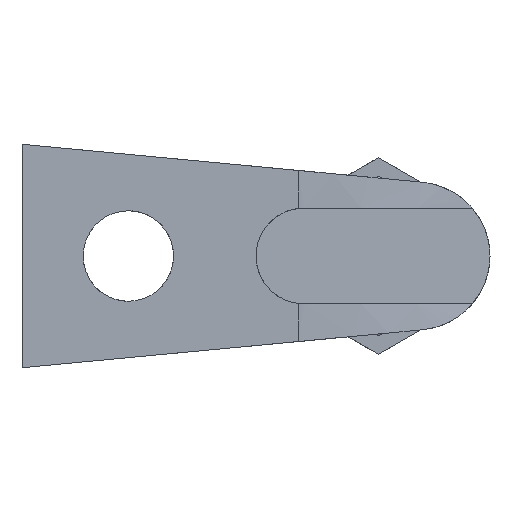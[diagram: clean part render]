
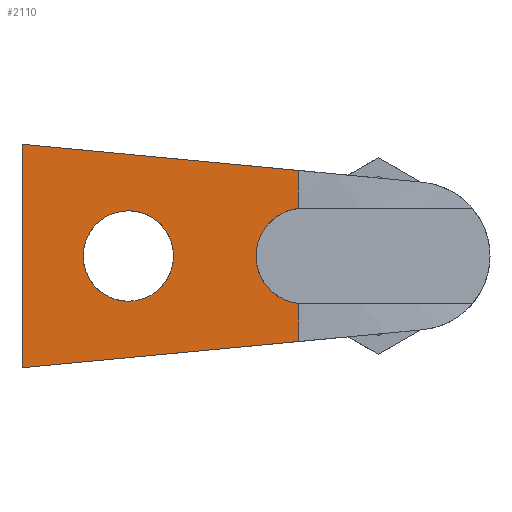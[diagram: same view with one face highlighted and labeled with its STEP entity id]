
A CAD part, front view. The second image highlights one B-rep face of the part: STEP entity #2110.
In plain terms, the highlighted planar face has unit normal (0.029, -1, 0).
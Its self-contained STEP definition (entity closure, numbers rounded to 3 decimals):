
#52 =( BOUNDED_CURVE ( )  B_SPLINE_CURVE ( 3, ( #163, #196, #1380, #3047 ),
 .UNSPECIFIED., .F., .F. ) 
 B_SPLINE_CURVE_WITH_KNOTS ( ( 4, 4 ),
 ( 4.712, 7.854 ),
 .UNSPECIFIED. ) 
 CURVE ( )  GEOMETRIC_REPRESENTATION_ITEM ( )  RATIONAL_B_SPLINE_CURVE ( ( 1., 0.333, 0.333, 1. ) ) 
 REPRESENTATION_ITEM ( '' )  );
#70 = ORIENTED_EDGE ( 'NONE', *, *, #453, .T. ) ;
#115 = EDGE_CURVE ( 'NONE', #2851, #1527, #523, .T. ) ;
#160 = CARTESIAN_POINT ( 'NONE',  ( 1.08, 0.288, -4.25 ) ) ;
#163 = CARTESIAN_POINT ( 'NONE',  ( 1.08, 0.288, -4.25 ) ) ;
#174 = ORIENTED_EDGE ( 'NONE', *, *, #261, .T. ) ;
#175 = DIRECTION ( 'NONE',  ( 0.029, -1., 0. ) ) ;
#196 = CARTESIAN_POINT ( 'NONE',  ( 9.58, 0.534, -4.25 ) ) ;
#216 = EDGE_CURVE ( 'NONE', #513, #1849, #52, .T. ) ;
#261 = EDGE_CURVE ( 'NONE', #1415, #703, #630, .T. ) ;
#323 = VECTOR ( 'NONE', #2464, 1000. ) ;
#349 = CARTESIAN_POINT ( 'NONE',  ( 9.807, 0.54, 3.659 ) ) ;
#394 = EDGE_LOOP ( 'NONE', ( #1328, #654 ) ) ;
#428 = VECTOR ( 'NONE', #1472, 1000. ) ;
#453 = EDGE_CURVE ( 'NONE', #703, #2861, #1780, .T. ) ;
#513 = VERTEX_POINT ( 'NONE', #2701 ) ;
#523 = LINE ( 'NONE', #2876, #323 ) ;
#530 = VECTOR ( 'NONE', #2920, 1000. ) ;
#611 = EDGE_CURVE ( 'NONE', #1849, #513, #1522, .T. ) ;
#630 = LINE ( 'NONE', #2805, #2182 ) ;
#648 = DIRECTION ( 'NONE',  ( 0., 0., 1. ) ) ;
#654 = ORIENTED_EDGE ( 'NONE', *, *, #611, .F. ) ;
#657 = DIRECTION ( 'NONE',  ( -1., -0.029, 0. ) ) ;
#703 = VERTEX_POINT ( 'NONE', #1095 ) ;
#856 = CARTESIAN_POINT ( 'NONE',  ( 1.08, 0.288, 4.25 ) ) ;
#868 = EDGE_CURVE ( 'NONE', #1527, #1207, #1676, .T. ) ;
#922 = LINE ( 'NONE', #1453, #2822 ) ;
#957 = CARTESIAN_POINT ( 'NONE',  ( -8.92, 0., -10.5 ) ) ;
#976 = EDGE_LOOP ( 'NONE', ( #1218, #1921, #174, #70, #1867, #1057 ) ) ;
#1057 = ORIENTED_EDGE ( 'NONE', *, *, #115, .T. ) ;
#1069 = CARTESIAN_POINT ( 'NONE',  ( 17.08, 0.75, -4.472 ) ) ;
#1074 = FACE_BOUND ( 'NONE', #394, .T. ) ;
#1095 = CARTESIAN_POINT ( 'NONE',  ( 17.08, 0.75, 8.041 ) ) ;
#1207 = VERTEX_POINT ( 'NONE', #1069 ) ;
#1218 = ORIENTED_EDGE ( 'NONE', *, *, #868, .T. ) ;
#1252 = CARTESIAN_POINT ( 'NONE',  ( -8.92, 0., 10.5 ) ) ;
#1260 = CARTESIAN_POINT ( 'NONE',  ( 9.807, 0.54, -3.659 ) ) ;
#1328 = ORIENTED_EDGE ( 'NONE', *, *, #216, .F. ) ;
#1376 = CARTESIAN_POINT ( 'NONE',  ( -7.42, 0.043, 4.25 ) ) ;
#1380 = CARTESIAN_POINT ( 'NONE',  ( 9.58, 0.534, 4.25 ) ) ;
#1415 = VERTEX_POINT ( 'NONE', #2539 ) ;
#1453 = CARTESIAN_POINT ( 'NONE',  ( -8.92, 0., 10.5 ) ) ;
#1472 = DIRECTION ( 'NONE',  ( 0., 0., 1. ) ) ;
#1522 =( BOUNDED_CURVE ( )  B_SPLINE_CURVE ( 3, ( #856, #1376, #2302, #160 ),
 .UNSPECIFIED., .F., .F. ) 
 B_SPLINE_CURVE_WITH_KNOTS ( ( 4, 4 ),
 ( 1.571, 4.712 ),
 .UNSPECIFIED. ) 
 CURVE ( )  GEOMETRIC_REPRESENTATION_ITEM ( )  RATIONAL_B_SPLINE_CURVE ( ( 1., 0.333, 0.333, 1. ) ) 
 REPRESENTATION_ITEM ( '' )  );
#1527 = VERTEX_POINT ( 'NONE', #2458 ) ;
#1536 =( BOUNDED_CURVE ( )  B_SPLINE_CURVE ( 3, ( #1704, #1260, #349, #2709 ),
 .UNSPECIFIED., .F., .F. ) 
 B_SPLINE_CURVE_WITH_KNOTS ( ( 4, 4 ),
 ( 4.824, 7.743 ),
 .UNSPECIFIED. ) 
 CURVE ( )  GEOMETRIC_REPRESENTATION_ITEM ( )  RATIONAL_B_SPLINE_CURVE ( ( 1., 0.407, 0.407, 1. ) ) 
 REPRESENTATION_ITEM ( '' )  );
#1676 = LINE ( 'NONE', #2631, #428 ) ;
#1704 = CARTESIAN_POINT ( 'NONE',  ( 17.08, 0.75, -4.472 ) ) ;
#1780 = LINE ( 'NONE', #2485, #530 ) ;
#1819 = AXIS2_PLACEMENT_3D ( 'NONE', #2494, #175, #657 ) ;
#1849 = VERTEX_POINT ( 'NONE', #2201 ) ;
#1862 = EDGE_CURVE ( 'NONE', #1207, #1415, #1536, .T. ) ;
#1867 = ORIENTED_EDGE ( 'NONE', *, *, #2887, .F. ) ;
#1921 = ORIENTED_EDGE ( 'NONE', *, *, #1862, .T. ) ;
#2081 = PLANE ( 'NONE',  #1819 ) ;
#2110 = ADVANCED_FACE ( 'NONE', ( #1074, #2507 ), #2081, .T. ) ;
#2182 = VECTOR ( 'NONE', #648, 1000. ) ;
#2201 = CARTESIAN_POINT ( 'NONE',  ( 1.08, 0.288, 4.25 ) ) ;
#2302 = CARTESIAN_POINT ( 'NONE',  ( -7.42, 0.043, -4.25 ) ) ;
#2458 = CARTESIAN_POINT ( 'NONE',  ( 17.08, 0.75, -8.041 ) ) ;
#2464 = DIRECTION ( 'NONE',  ( 0.995, 0.029, 0.094 ) ) ;
#2485 = CARTESIAN_POINT ( 'NONE',  ( 28.321, 1.074, 6.977 ) ) ;
#2494 = CARTESIAN_POINT ( 'NONE',  ( 17.08, 0.75, -14. ) ) ;
#2507 = FACE_OUTER_BOUND ( 'NONE', #976, .T. ) ;
#2539 = CARTESIAN_POINT ( 'NONE',  ( 17.08, 0.75, 4.472 ) ) ;
#2631 = CARTESIAN_POINT ( 'NONE',  ( 17.08, 0.75, -14. ) ) ;
#2701 = CARTESIAN_POINT ( 'NONE',  ( 1.08, 0.288, -4.25 ) ) ;
#2709 = CARTESIAN_POINT ( 'NONE',  ( 17.08, 0.75, 4.472 ) ) ;
#2805 = CARTESIAN_POINT ( 'NONE',  ( 17.08, 0.75, -14. ) ) ;
#2822 = VECTOR ( 'NONE', #3065, 1000. ) ;
#2851 = VERTEX_POINT ( 'NONE', #957 ) ;
#2861 = VERTEX_POINT ( 'NONE', #1252 ) ;
#2876 = CARTESIAN_POINT ( 'NONE',  ( 28.321, 1.074, -6.977 ) ) ;
#2887 = EDGE_CURVE ( 'NONE', #2851, #2861, #922, .T. ) ;
#2920 = DIRECTION ( 'NONE',  ( -0.995, -0.029, 0.094 ) ) ;
#3047 = CARTESIAN_POINT ( 'NONE',  ( 1.08, 0.288, 4.25 ) ) ;
#3065 = DIRECTION ( 'NONE',  ( 0., 0., 1. ) ) ;
